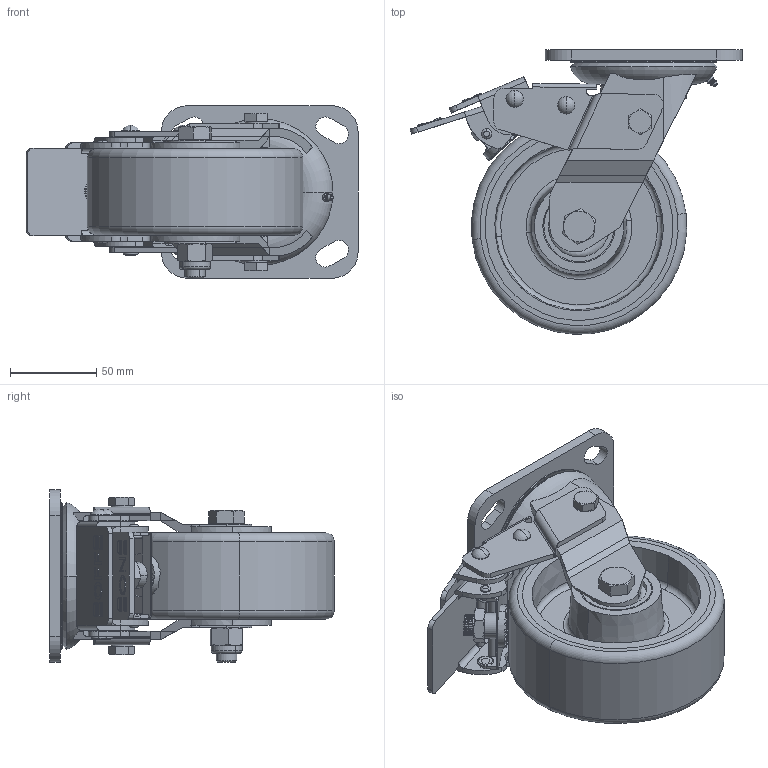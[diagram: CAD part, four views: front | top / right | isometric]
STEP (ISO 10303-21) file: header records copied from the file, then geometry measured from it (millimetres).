
FILE_DESCRIPTION (( 'STEP AP203' ), '1' );
FILE_NAME ('S5544.STEP', '2020-02-24T05:39:39', ( '' ), ( '' ), 'SwSTEP 2.0', 'SolidWorks 2013', '' );
FILE_SCHEMA (( 'CONFIG_CONTROL_DESIGN' ));
Length unit declared in the file: millimetre
Products named in the file (1): S5544
Bounding box: 192.54 x 164.91 x 100 mm (x, y, z)
Surface area: 201407.5 mm2 (no closed solid volume)
Topology: 0 solids, 98 shells, 992 faces, 2941 edges, 2014 vertices
Faces by surface type: plane 409, cylinder 269, torus 147, cone 109, bspline 44, sphere 14
Entity records: 35811 total; most frequent: CARTESIAN_POINT 10236, DIRECTION 5348, ORIENTED_EDGE 4851, EDGE_CURVE 2912, VERTEX_POINT 1999, AXIS2_PLACEMENT_3D 1968, LINE 1412, VECTOR 1412
